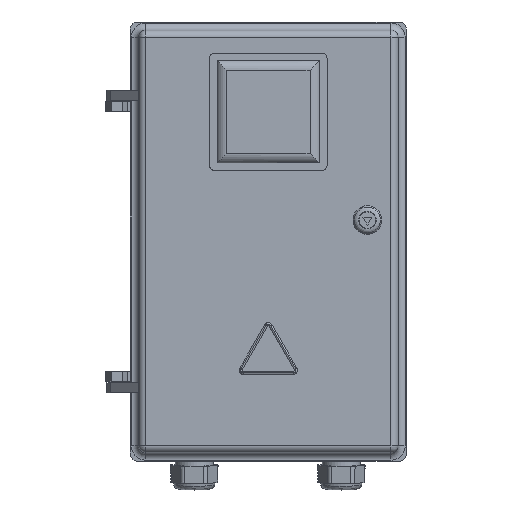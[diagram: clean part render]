
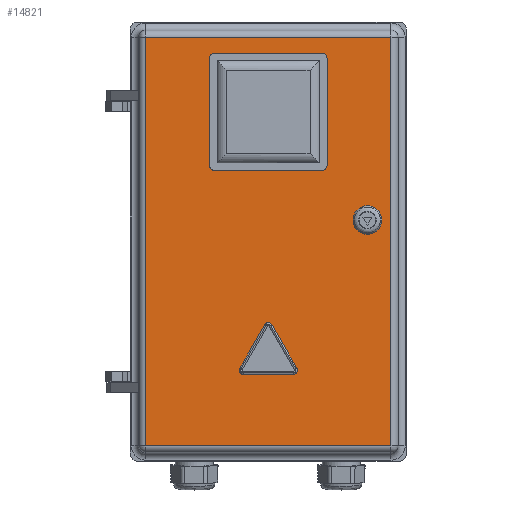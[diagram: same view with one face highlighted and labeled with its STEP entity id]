
A CAD part, top view. The second image highlights one B-rep face of the part: STEP entity #14821.
In plain terms, the highlighted face is planar.
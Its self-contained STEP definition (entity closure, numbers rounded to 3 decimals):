
#16 = CARTESIAN_POINT ( 'NONE',  ( 0., -83.44, -47. ) ) ;
#52 = DIRECTION ( 'NONE',  ( -1., 0., 0. ) ) ;
#85 = DIRECTION ( 'NONE',  ( 1., 0., 0. ) ) ;
#211 = EDGE_CURVE ( 'NONE', #14230, #6757, #15547, .T. ) ;
#496 = VERTEX_POINT ( 'NONE', #12641 ) ;
#542 = VECTOR ( 'NONE', #14938, 1000. ) ;
#610 = DIRECTION ( 'NONE',  ( -1., 0., 0. ) ) ;
#1002 = CARTESIAN_POINT ( 'NONE',  ( 44.5, 171.5, -47. ) ) ;
#1116 = ORIENTED_EDGE ( 'NONE', *, *, #2885, .T. ) ;
#1169 = CARTESIAN_POINT ( 'NONE',  ( -24.572, -126., -47. ) ) ;
#1192 = ORIENTED_EDGE ( 'NONE', *, *, #9067, .F. ) ;
#1203 = AXIS2_PLACEMENT_3D ( 'NONE', #14994, #7608, #85 ) ;
#1316 = DIRECTION ( 'NONE',  ( -1., 0., 0. ) ) ;
#1337 = CARTESIAN_POINT ( 'NONE',  ( 44.5, 171.5, -47. ) ) ;
#1385 = FACE_BOUND ( 'NONE', #8689, .T. ) ;
#1829 = VERTEX_POINT ( 'NONE', #2844 ) ;
#1929 = CARTESIAN_POINT ( 'NONE',  ( 0., -200., -47. ) ) ;
#2156 = ORIENTED_EDGE ( 'NONE', *, *, #211, .F. ) ;
#2394 = CARTESIAN_POINT ( 'NONE',  ( 120., 0., -47. ) ) ;
#2437 = DIRECTION ( 'NONE',  ( -1., 0., 0. ) ) ;
#2469 = VERTEX_POINT ( 'NONE', #6123 ) ;
#2507 = EDGE_CURVE ( 'NONE', #8402, #2469, #12188, .T. ) ;
#2811 = VERTEX_POINT ( 'NONE', #1002 ) ;
#2844 = CARTESIAN_POINT ( 'NONE',  ( 3.464, -81.44, -47. ) ) ;
#2885 = EDGE_CURVE ( 'NONE', #6263, #14548, #8213, .T. ) ;
#3152 = EDGE_LOOP ( 'NONE', ( #12036, #9561, #12265, #1192 ) ) ;
#3180 = ORIENTED_EDGE ( 'NONE', *, *, #14876, .F. ) ;
#3269 = ORIENTED_EDGE ( 'NONE', *, *, #10272, .T. ) ;
#3438 = VECTOR ( 'NONE', #5547, 1000. ) ;
#3445 = CARTESIAN_POINT ( 'NONE',  ( -44.5, 171.5, -47. ) ) ;
#3656 = CARTESIAN_POINT ( 'NONE',  ( 44.5, 82.5, -47. ) ) ;
#3831 = LINE ( 'NONE', #5654, #3438 ) ;
#3907 = EDGE_CURVE ( 'NONE', #6757, #6199, #15256, .T. ) ;
#3986 = ORIENTED_EDGE ( 'NONE', *, *, #6622, .F. ) ;
#4265 = LINE ( 'NONE', #9966, #542 ) ;
#4325 = EDGE_CURVE ( 'NONE', #5257, #14230, #11367, .T. ) ;
#4369 = CIRCLE ( 'NONE', #1203, 4. ) ;
#4399 = VERTEX_POINT ( 'NONE', #13929 ) ;
#4535 = VECTOR ( 'NONE', #6627, 1000. ) ;
#4564 = DIRECTION ( 'NONE',  ( 0., -1., 0. ) ) ;
#4690 = FACE_BOUND ( 'NONE', #3152, .T. ) ;
#4956 = DIRECTION ( 'NONE',  ( 0., 0., 1. ) ) ;
#5031 = VECTOR ( 'NONE', #11832, 1000. ) ;
#5257 = VERTEX_POINT ( 'NONE', #7093 ) ;
#5317 = AXIS2_PLACEMENT_3D ( 'NONE', #11122, #4956, #13624 ) ;
#5515 = FACE_BOUND ( 'NONE', #6872, .T. ) ;
#5547 = DIRECTION ( 'NONE',  ( 0., 1., 0. ) ) ;
#5654 = CARTESIAN_POINT ( 'NONE',  ( -120., 0., -47. ) ) ;
#6123 = CARTESIAN_POINT ( 'NONE',  ( -44.5, 82.5, -47. ) ) ;
#6148 = DIRECTION ( 'NONE',  ( 0., -1., 0. ) ) ;
#6165 = AXIS2_PLACEMENT_3D ( 'NONE', #16, #8800, #1316 ) ;
#6199 = VERTEX_POINT ( 'NONE', #14672 ) ;
#6263 = VERTEX_POINT ( 'NONE', #9868 ) ;
#6342 = EDGE_CURVE ( 'NONE', #9735, #2811, #6802, .T. ) ;
#6466 = CARTESIAN_POINT ( 'NONE',  ( -28.036, -124., -47. ) ) ;
#6587 = VECTOR ( 'NONE', #7555, 1000. ) ;
#6622 = EDGE_CURVE ( 'NONE', #10279, #10279, #14311, .T. ) ;
#6627 = DIRECTION ( 'NONE',  ( 0., 1., 0. ) ) ;
#6646 = EDGE_CURVE ( 'NONE', #496, #4399, #3831, .T. ) ;
#6757 = VERTEX_POINT ( 'NONE', #6466 ) ;
#6802 = LINE ( 'NONE', #1337, #6587 ) ;
#6872 = EDGE_LOOP ( 'NONE', ( #3986 ) ) ;
#6907 = CARTESIAN_POINT ( 'NONE',  ( 120., -200., -47. ) ) ;
#7006 = EDGE_CURVE ( 'NONE', #4399, #6263, #14648, .T. ) ;
#7023 = DIRECTION ( 'NONE',  ( 1., 0., 0. ) ) ;
#7093 = CARTESIAN_POINT ( 'NONE',  ( 24.572, -130., -47. ) ) ;
#7555 = DIRECTION ( 'NONE',  ( 1., 0., 0. ) ) ;
#7579 = EDGE_CURVE ( 'NONE', #8429, #5257, #4369, .T. ) ;
#7608 = DIRECTION ( 'NONE',  ( 0., 0., -1. ) ) ;
#7875 = LINE ( 'NONE', #15261, #4535 ) ;
#8096 = DIRECTION ( 'NONE',  ( 0., 0., -1. ) ) ;
#8120 = ORIENTED_EDGE ( 'NONE', *, *, #7579, .F. ) ;
#8172 = VECTOR ( 'NONE', #6148, 1000. ) ;
#8213 = LINE ( 'NONE', #2394, #8172 ) ;
#8402 = VERTEX_POINT ( 'NONE', #3656 ) ;
#8421 = FACE_OUTER_BOUND ( 'NONE', #15798, .T. ) ;
#8429 = VERTEX_POINT ( 'NONE', #16122 ) ;
#8676 = CARTESIAN_POINT ( 'NONE',  ( 44.5, 82.5, -47. ) ) ;
#8677 = PLANE ( 'NONE',  #5317 ) ;
#8689 = EDGE_LOOP ( 'NONE', ( #2156, #13797, #8120, #11666, #3180, #14918 ) ) ;
#8754 = LINE ( 'NONE', #1929, #5031 ) ;
#8800 = DIRECTION ( 'NONE',  ( 0., 0., -1. ) ) ;
#8829 = CARTESIAN_POINT ( 'NONE',  ( 24.572, -130., -47. ) ) ;
#9067 = EDGE_CURVE ( 'NONE', #2811, #8402, #9356, .T. ) ;
#9133 = AXIS2_PLACEMENT_3D ( 'NONE', #15488, #8096, #610 ) ;
#9202 = CARTESIAN_POINT ( 'NONE',  ( -28.036, -124., -47. ) ) ;
#9356 = LINE ( 'NONE', #11997, #13020 ) ;
#9561 = ORIENTED_EDGE ( 'NONE', *, *, #13693, .F. ) ;
#9735 = VERTEX_POINT ( 'NONE', #3445 ) ;
#9863 = DIRECTION ( 'NONE',  ( 0., 0., -1. ) ) ;
#9868 = CARTESIAN_POINT ( 'NONE',  ( 120., 200., -47. ) ) ;
#9957 = EDGE_CURVE ( 'NONE', #1829, #8429, #4265, .T. ) ;
#9966 = CARTESIAN_POINT ( 'NONE',  ( 3.464, -81.44, -47. ) ) ;
#10272 = EDGE_CURVE ( 'NONE', #14548, #496, #8754, .T. ) ;
#10279 = VERTEX_POINT ( 'NONE', #11497 ) ;
#10608 = CARTESIAN_POINT ( 'NONE',  ( 0., 200., -47. ) ) ;
#11122 = CARTESIAN_POINT ( 'NONE',  ( 0., 0., -47. ) ) ;
#11138 = CARTESIAN_POINT ( 'NONE',  ( -24.572, -130., -47. ) ) ;
#11187 = VECTOR ( 'NONE', #52, 1000. ) ;
#11367 = LINE ( 'NONE', #8829, #11187 ) ;
#11497 = CARTESIAN_POINT ( 'NONE',  ( -109.5, 21., -47. ) ) ;
#11625 = DIRECTION ( 'NONE',  ( 0.5, 0.866, 0. ) ) ;
#11666 = ORIENTED_EDGE ( 'NONE', *, *, #9957, .F. ) ;
#11832 = DIRECTION ( 'NONE',  ( -1., 0., 0. ) ) ;
#11997 = CARTESIAN_POINT ( 'NONE',  ( 44.5, 171.5, -47. ) ) ;
#12036 = ORIENTED_EDGE ( 'NONE', *, *, #6342, .F. ) ;
#12169 = VECTOR ( 'NONE', #12375, 1000. ) ;
#12188 = LINE ( 'NONE', #8676, #12169 ) ;
#12265 = ORIENTED_EDGE ( 'NONE', *, *, #2507, .F. ) ;
#12375 = DIRECTION ( 'NONE',  ( -1., 0., 0. ) ) ;
#12641 = CARTESIAN_POINT ( 'NONE',  ( -120., -200., -47. ) ) ;
#13020 = VECTOR ( 'NONE', #4564, 1000. ) ;
#13624 = DIRECTION ( 'NONE',  ( 1., 0., 0. ) ) ;
#13693 = EDGE_CURVE ( 'NONE', #2469, #9735, #7875, .T. ) ;
#13797 = ORIENTED_EDGE ( 'NONE', *, *, #4325, .F. ) ;
#13807 = CIRCLE ( 'NONE', #6165, 4. ) ;
#13872 = VECTOR ( 'NONE', #7023, 1000. ) ;
#13929 = CARTESIAN_POINT ( 'NONE',  ( -120., 200., -47. ) ) ;
#14230 = VERTEX_POINT ( 'NONE', #11138 ) ;
#14311 = CIRCLE ( 'NONE', #9133, 12.5 ) ;
#14482 = ORIENTED_EDGE ( 'NONE', *, *, #7006, .T. ) ;
#14548 = VERTEX_POINT ( 'NONE', #6907 ) ;
#14648 = LINE ( 'NONE', #10608, #13872 ) ;
#14672 = CARTESIAN_POINT ( 'NONE',  ( -3.464, -81.44, -47. ) ) ;
#14793 = AXIS2_PLACEMENT_3D ( 'NONE', #1169, #9863, #2437 ) ;
#14821 = ADVANCED_FACE ( 'NONE', ( #5515, #8421, #4690, #1385 ), #8677, .F. ) ;
#14876 = EDGE_CURVE ( 'NONE', #6199, #1829, #13807, .T. ) ;
#14918 = ORIENTED_EDGE ( 'NONE', *, *, #3907, .F. ) ;
#14938 = DIRECTION ( 'NONE',  ( 0.5, -0.866, 0. ) ) ;
#14994 = CARTESIAN_POINT ( 'NONE',  ( 24.572, -126., -47. ) ) ;
#15256 = LINE ( 'NONE', #9202, #15460 ) ;
#15261 = CARTESIAN_POINT ( 'NONE',  ( -44.5, 171.5, -47. ) ) ;
#15272 = ORIENTED_EDGE ( 'NONE', *, *, #6646, .T. ) ;
#15460 = VECTOR ( 'NONE', #11625, 1000. ) ;
#15488 = CARTESIAN_POINT ( 'NONE',  ( -97., 21., -47. ) ) ;
#15547 = CIRCLE ( 'NONE', #14793, 4. ) ;
#15798 = EDGE_LOOP ( 'NONE', ( #15272, #14482, #1116, #3269 ) ) ;
#16122 = CARTESIAN_POINT ( 'NONE',  ( 28.036, -124., -47. ) ) ;
